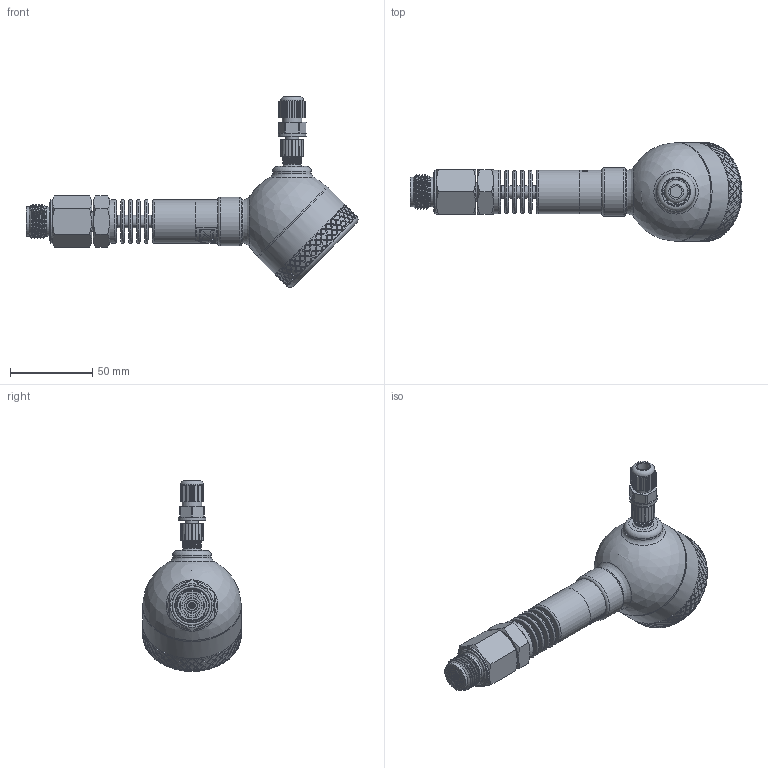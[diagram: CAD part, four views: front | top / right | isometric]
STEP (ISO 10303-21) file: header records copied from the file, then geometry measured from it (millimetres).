
FILE_DESCRIPTION(/* description */ (''),/* implementation_level */ '2;1');
FILE_NAME(/* name */ 'APZ3420mFH_G1''2DIN-flush_radiator_3.step',/* time_stamp */ '2021-07-07T15:38:20+03:00',/* author */ (''),/* organization */ (''),/* preprocessor_version */ 'ST-DEVELOPER v18.1',/* originating_system */ 'Autodesk Translation Framework v10.9.0.1377',/* authorisation */ '');
FILE_SCHEMA (('AUTOMOTIVE_DESIGN { 1 0 10303 214 3 1 1 }'));
Length unit declared in the file: millimetre
Products named in the file (8): АПЗ420М-полевойкорпус-
заполненный; Заполненный полевой 
корпус v13; Main body; Cover without display; M12x1 adapter; M12x1 female straight v9; G1\4EN radiator; G1'2DIN diaphragm 18 v5
Assembly tree (6 placements, depth 3):
  АПЗ420М-полевойкорпус-
заполненный
    Заполненный полевой 
корпус v13
      Main body
      Cover without display
      M12x1 adapter
      M12x1 female straight v9
    G1\4EN radiator
  G1'2DIN diaphragm 18 v5
Bounding box: 202.02 x 60.1 x 116.18 mm (x, y, z)
Volume: 262933.7 mm3; surface area: 50324.8 mm2
Topology: 9 solids, 9 shells, 1644 faces, 4083 edges, 2709 vertices
Faces by surface type: bspline 943, cylinder 323, plane 285, torus 49, cone 43, sphere 1
Full cylindrical faces by diameter (mm): 1 x4, 2 x1, 3.3 x1, 4 x1, 5 x3, 7.3 x1, 7.5 x5, 8 x3, 9.3 x1, 9.5 x2, 10.293 x1, 10.5 x2, 10.741 x7, 11 x1, 11.445 x5, 11.884 x6, 12 x1, 13.157 x9, 14 x1, 17 x1, 18 x2, 18.631 x4, 19.7 x1, 21 x1, 21.6 x1, 21.767 x1, 22.4 x1, 23.6 x1, 24 x1, 24.5 x2
Entity records: 76842 total; most frequent: CARTESIAN_POINT 45014, ORIENTED_EDGE 8162, EDGE_CURVE 4081, DIRECTION 3410, VERTEX_POINT 2709, B_SPLINE_CURVE_WITH_KNOTS 2664, EDGE_LOOP 1906, FACE_OUTER_BOUND 1644
